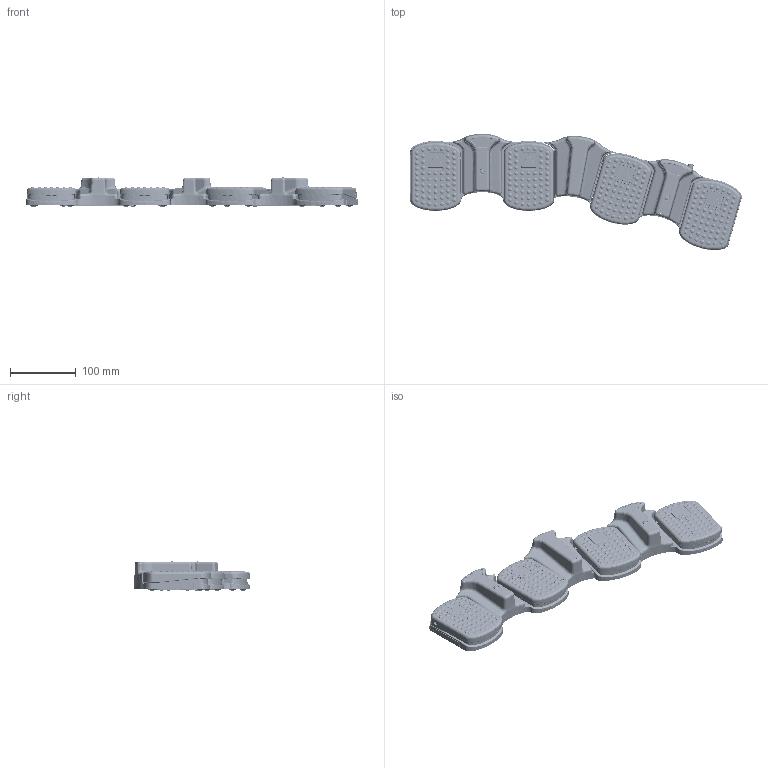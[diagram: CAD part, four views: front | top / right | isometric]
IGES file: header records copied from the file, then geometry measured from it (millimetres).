
Start section: SolidWorks IGES FILE using analytic representation for surfaces
Global section: file name: Fussschalter_FP4.IGS; native system: SolidWorks 2004 by SolidWorks Corporation; preprocessor: Version 5.3; author: Nolting; date: 050208.074515; units: millimetre
Bounding box: 506.33 x 177.56 x 44.4 mm (x, y, z)
Surface area: 355611.8 mm2 (no closed solid volume)
Topology: 0 solids, 0 shells, 4350 faces, 56281 edges, 55997 vertices
Faces by surface type: revolution 2178, bspline 2172
